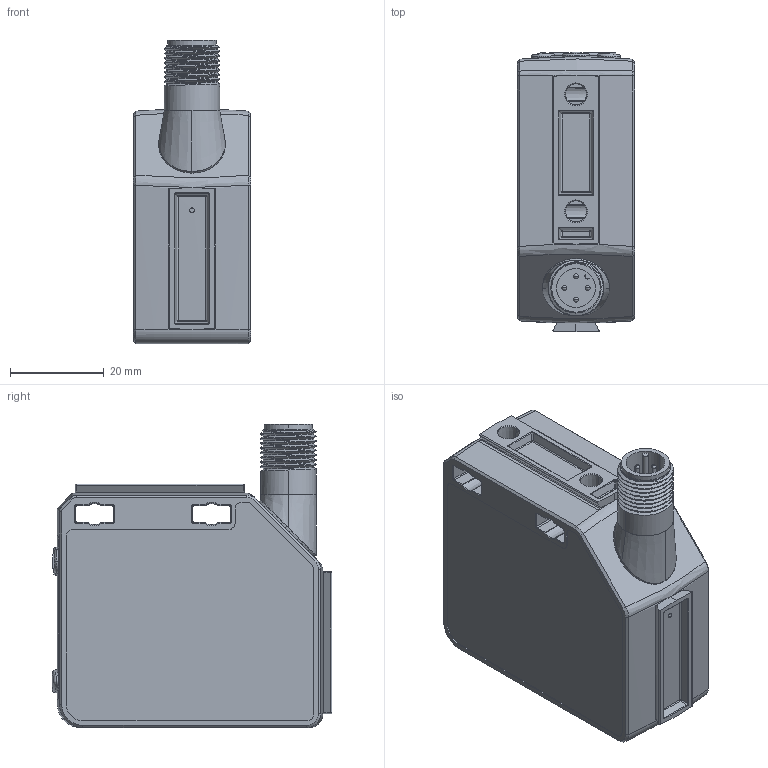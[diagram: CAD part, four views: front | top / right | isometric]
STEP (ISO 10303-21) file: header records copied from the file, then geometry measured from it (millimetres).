
FILE_DESCRIPTION((''),'2;1');
FILE_NAME('208134_ASM','2018-08-30T',('pdmadmin'),('BANNER ENGINEERING'),'CREO PARAMETRIC BY PTC INC, 2016260','CREO PARAMETRIC BY PTC INC, 2016260','');
FILE_SCHEMA(('CONFIG_CONTROL_DESIGN'));
Length unit declared in the file: millimetre
Products named in the file (12): 208134-1; 208134-2; 208134-3; 208134-4; 208134-5; 208134-6; 208134-7; 208134-8; 208134-9; 208134-10; 208134-11; 208134_ASM
Assembly tree (11 placements, depth 2):
  208134_ASM
    208134-1
    208134-2
    208134-3
    208134-4
    208134-5
    208134-6
    208134-7
    208134-8
    208134-9
    208134-10
    208134-11
Bounding box: 25 x 59.68 x 64.79 mm (x, y, z)
Volume: 65127.8 mm3; surface area: 24587 mm2
Topology: 12 solids, 14 shells, 907 faces, 2183 edges, 1357 vertices
Faces by surface type: plane 447, cylinder 196, bspline 131, cone 89, sphere 22, extrusion 14, torus 8
Entity records: 40652 total; most frequent: CARTESIAN_POINT 20298, ORIENTED_EDGE 4338, DIRECTION 3767, EDGE_CURVE 2173, VECTOR 1357, VERTEX_POINT 1357, LINE 1343, AXIS2_PLACEMENT_3D 1205
